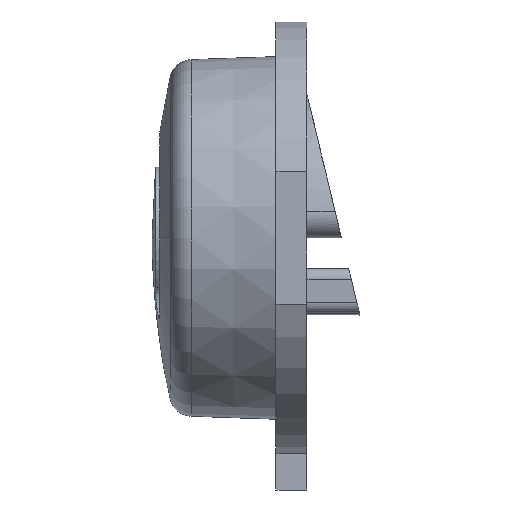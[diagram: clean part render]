
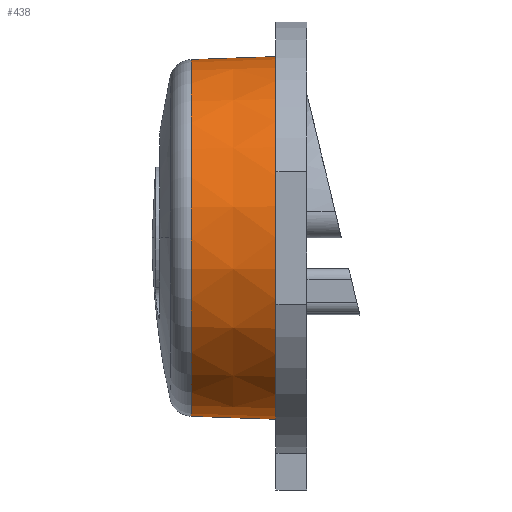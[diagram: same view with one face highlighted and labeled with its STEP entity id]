
A CAD part, left-side view. The second image highlights one B-rep face of the part: STEP entity #438.
In plain terms, the highlighted conical face has half-angle 2 degrees and reference radius 4.1 mm.
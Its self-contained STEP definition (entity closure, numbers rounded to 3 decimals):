
#13 = DIRECTION ( 'NONE',  ( 0., 0., 1. ) ) ;
#25 = DIRECTION ( 'NONE',  ( 0., -1., 0. ) ) ;
#38 = CARTESIAN_POINT ( 'NONE',  ( 0., 0.7, 0. ) ) ;
#58 = EDGE_CURVE ( 'NONE', #1635, #1659, #1098, .T. ) ;
#69 = EDGE_CURVE ( 'NONE', #1637, #1659, #1108, .T. ) ;
#95 = AXIS2_PLACEMENT_3D ( 'NONE', #2044, #2111, #2110 ) ;
#117 = AXIS2_PLACEMENT_3D ( 'NONE', #1895, #2010, #2011 ) ;
#175 = EDGE_CURVE ( 'NONE', #1636, #1635, #1144, .T. ) ;
#184 = EDGE_CURVE ( 'NONE', #1637, #1636, #1156, .T. ) ;
#296 = DIRECTION ( 'NONE',  ( 0., -0.999, -0.035 ) ) ;
#330 = CARTESIAN_POINT ( 'NONE',  ( 0., 0.7, -4.1 ) ) ;
#371 = CARTESIAN_POINT ( 'NONE',  ( 0., 0.7, -4.1 ) ) ;
#438 = ADVANCED_FACE ( 'NONE', ( #1409 ), #1413, .T. ) ;
#447 = CARTESIAN_POINT ( 'NONE',  ( 0., 2.62, 4.033 ) ) ;
#448 = CARTESIAN_POINT ( 'NONE',  ( 0., 2.62, -4.033 ) ) ;
#687 = AXIS2_PLACEMENT_3D ( 'NONE', #38, #25, #13 ) ;
#845 = CARTESIAN_POINT ( 'NONE',  ( 0., 0.7, 4.1 ) ) ;
#978 = ORIENTED_EDGE ( 'NONE', *, *, #184, .T. ) ;
#979 = ORIENTED_EDGE ( 'NONE', *, *, #175, .T. ) ;
#980 = ORIENTED_EDGE ( 'NONE', *, *, #58, .T. ) ;
#981 = ORIENTED_EDGE ( 'NONE', *, *, #69, .F. ) ;
#1013 = EDGE_LOOP ( 'NONE', ( #978, #979, #980, #981 ) ) ;
#1098 = CIRCLE ( 'NONE', #95, 4.1 ) ;
#1108 = LINE ( 'NONE', #2105, #1115 ) ;
#1115 = VECTOR ( 'NONE', #2123, 1000. ) ;
#1144 = LINE ( 'NONE', #371, #1151 ) ;
#1151 = VECTOR ( 'NONE', #296, 1000. ) ;
#1156 = CIRCLE ( 'NONE', #117, 4.033 ) ;
#1409 = FACE_OUTER_BOUND ( 'NONE', #1013, .T. ) ;
#1413 = CONICAL_SURFACE ( 'NONE', #687, 4.1, 0.035 ) ;
#1635 = VERTEX_POINT ( 'NONE', #330 ) ;
#1636 = VERTEX_POINT ( 'NONE', #448 ) ;
#1637 = VERTEX_POINT ( 'NONE', #447 ) ;
#1659 = VERTEX_POINT ( 'NONE', #845 ) ;
#1895 = CARTESIAN_POINT ( 'NONE',  ( 0., 2.62, 0. ) ) ;
#2010 = DIRECTION ( 'NONE',  ( 0., -1., 0. ) ) ;
#2011 = DIRECTION ( 'NONE',  ( 0., 0., -1. ) ) ;
#2044 = CARTESIAN_POINT ( 'NONE',  ( 0., 0.7, 0. ) ) ;
#2105 = CARTESIAN_POINT ( 'NONE',  ( 0., 0.7, 4.1 ) ) ;
#2110 = DIRECTION ( 'NONE',  ( 0., 0., 1. ) ) ;
#2111 = DIRECTION ( 'NONE',  ( 0., 1., 0. ) ) ;
#2123 = DIRECTION ( 'NONE',  ( 0., -0.999, 0.035 ) ) ;
